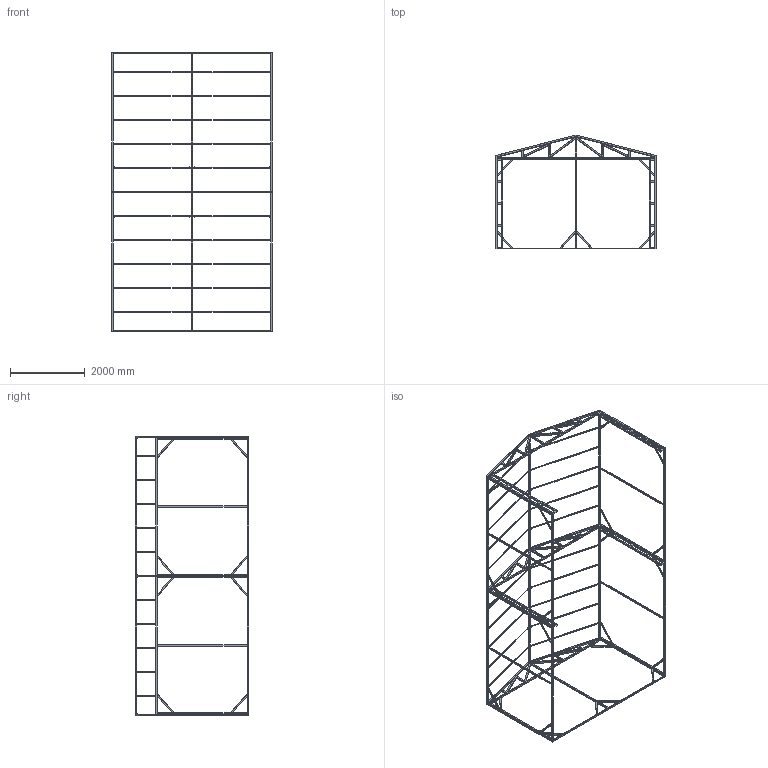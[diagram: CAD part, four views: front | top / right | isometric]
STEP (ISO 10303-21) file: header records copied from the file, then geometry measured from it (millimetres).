
FILE_DESCRIPTION (( 'STEP AP203' ), '1' );
FILE_NAME ('BOX PORTA CORTINA ENROLAR.STEP', '2025-07-29T19:49:37', ( '' ), ( '' ), 'SwSTEP 2.0', 'SolidWorks 2023', '' );
FILE_SCHEMA (( 'CONFIG_CONTROL_DESIGN' ));
Length unit declared in the file: millimetre
Products named in the file (1): BOX PORTA CORTINA ENROLAR
Bounding box: 4300 x 3041.29 x 7500 mm (x, y, z)
Volume: 32931110.2 mm3; surface area: 52699853.5 mm2
Topology: 177 solids, 177 shells, 1925 faces, 4402 edges, 2828 vertices
Faces by surface type: plane 1845, cylinder 80
Entity records: 52993 total; most frequent: CARTESIAN_POINT 9156, ORIENTED_EDGE 8804, DIRECTION 8414, EDGE_CURVE 4402, LINE 4242, VECTOR 4242, VERTEX_POINT 2828, EDGE_LOOP 2188
